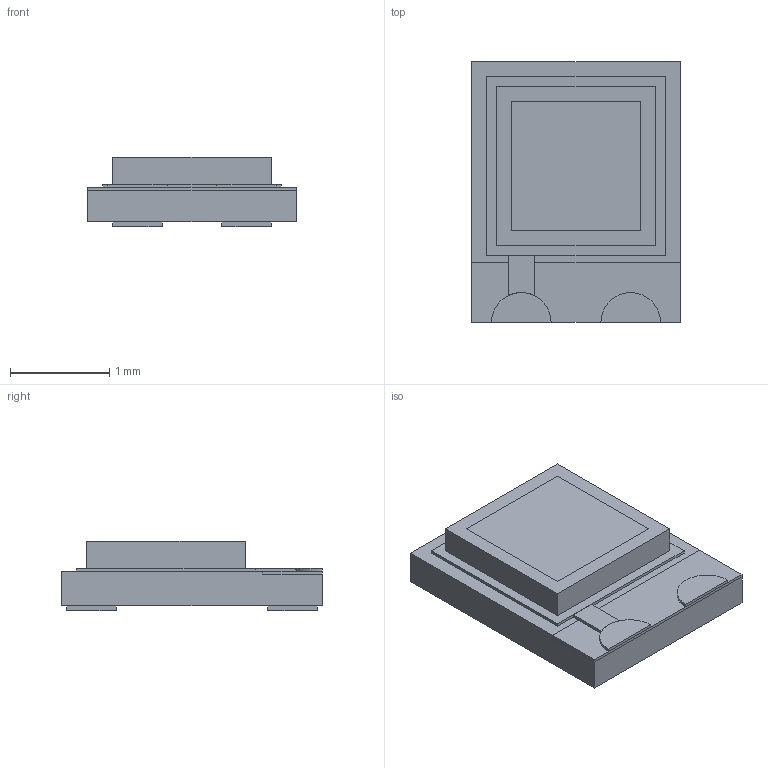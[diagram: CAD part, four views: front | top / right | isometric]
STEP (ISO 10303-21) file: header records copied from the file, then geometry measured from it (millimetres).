
FILE_DESCRIPTION(/* description */ (''),/* implementation_level */ '2;1');
FILE_NAME(/* name */ 'HAMAMATSU_S13081-050PE_Part1.stp',/* time_stamp */ '2015-04-01T17:27:30+02:00',/* author */ ('admchouv'),/* organization */ (''),/* preprocessor_version */ 'ST-DEVELOPER v15.5',/* originating_system */ 'AutoCAD Mechanical',/* authorisation */ '');
FILE_SCHEMA (('AUTOMOTIVE_DESIGN { 1 0 10303 214 3 1 1 }'));
Length unit declared in the file: millimetre
Products named in the file (1): Product
Bounding box: 2.1 x 2.62 x 0.7 mm (x, y, z)
Volume: 2.8 mm3; surface area: 34 mm2
Topology: 13 solids, 13 shells, 88 faces, 186 edges, 124 vertices
Faces by surface type: plane 85, cylinder 3
Entity records: 2376 total; most frequent: CARTESIAN_POINT 399, ORIENTED_EDGE 372, DIRECTION 370, EDGE_CURVE 186, LINE 180, VECTOR 180, VERTEX_POINT 124, AXIS2_PLACEMENT_3D 95
